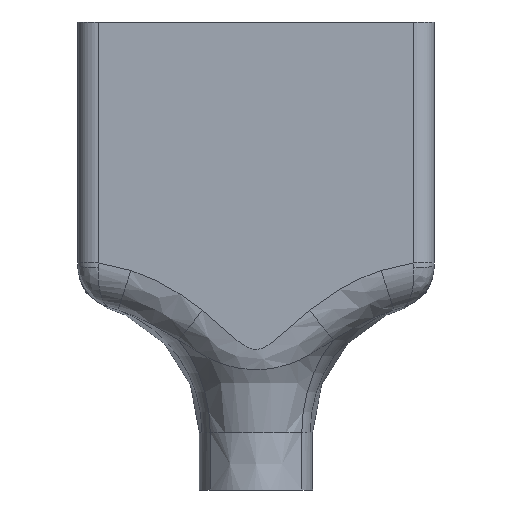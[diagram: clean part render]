
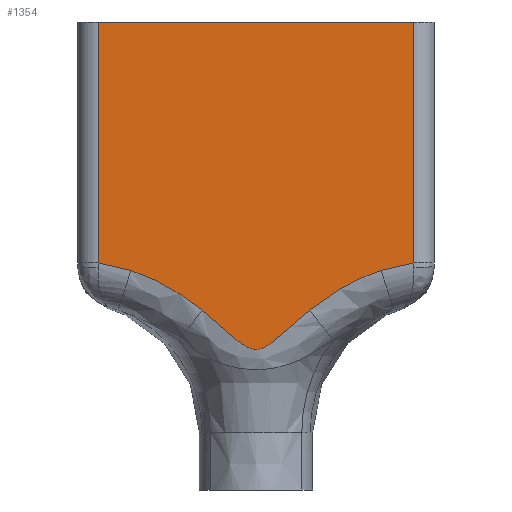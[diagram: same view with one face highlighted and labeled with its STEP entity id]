
A CAD part, front view. The second image highlights one B-rep face of the part: STEP entity #1354.
In plain terms, the highlighted planar face has unit normal (0, -1, 0).
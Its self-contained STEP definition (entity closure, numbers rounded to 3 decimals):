
#1230=CARTESIAN_POINT('',(0.,-3.1,7.2));
#1231=DIRECTION('',(0.,-1.,0.));
#1232=DIRECTION('',(0.,0.,-1.));
#1233=AXIS2_PLACEMENT_3D('',#1230,#1231,#1232);
#1234=PLANE('',#1233);
#1235=CARTESIAN_POINT('',(2.064,-3.1,6.91));
#1236=VERTEX_POINT('',#1235);
#1237=CARTESIAN_POINT('',(4.813,-3.1,8.445));
#1238=VERTEX_POINT('',#1237);
#1239=CARTESIAN_POINT('',(2.064,-3.1,6.91));
#1240=CARTESIAN_POINT('',(2.479,-3.1,7.239));
#1241=CARTESIAN_POINT('',(2.911,-3.1,7.543));
#1242=CARTESIAN_POINT('',(3.37,-3.1,7.804));
#1243=CARTESIAN_POINT('',(3.6,-3.1,7.935));
#1244=CARTESIAN_POINT('',(3.837,-3.1,8.055));
#1245=CARTESIAN_POINT('',(4.078,-3.1,8.162));
#1246=CARTESIAN_POINT('',(4.319,-3.1,8.27));
#1247=CARTESIAN_POINT('',(4.564,-3.1,8.364));
#1248=CARTESIAN_POINT('',(4.813,-3.1,8.445));
#1249=B_SPLINE_CURVE_WITH_KNOTS('',3,(#1239,#1240,#1241,#1242,#1243,#1244,#1245,#1246,#1247,#1248),.UNSPECIFIED.,.F.,.F.,(4,3,3,4),(0.001,0.003,0.004,0.004),.UNSPECIFIED.);
#1250=EDGE_CURVE('',#1236,#1238,#1249,.T.);
#1251=ORIENTED_EDGE('',*,*,#1250,.T.);
#1252=CARTESIAN_POINT('',(6.05,-3.1,8.734));
#1253=VERTEX_POINT('',#1252);
#1254=CARTESIAN_POINT('',(4.813,-3.1,8.445));
#1255=CARTESIAN_POINT('',(5.22,-3.1,8.578));
#1256=CARTESIAN_POINT('',(5.632,-3.1,8.675));
#1257=CARTESIAN_POINT('',(6.05,-3.1,8.734));
#1258=B_SPLINE_CURVE_WITH_KNOTS('',3,(#1254,#1255,#1256,#1257),.UNSPECIFIED.,.F.,.F.,(4,4),(0.,0.001),.UNSPECIFIED.);
#1259=EDGE_CURVE('',#1238,#1253,#1258,.T.);
#1260=ORIENTED_EDGE('',*,*,#1259,.T.);
#1261=CARTESIAN_POINT('',(6.05,-3.1,18.));
#1262=VERTEX_POINT('',#1261);
#1263=CARTESIAN_POINT('',(6.05,-3.1,8.734));
#1264=DIRECTION('',(0.,0.,1.));
#1265=VECTOR('',#1264,9.266);
#1266=LINE('',#1263,#1265);
#1267=EDGE_CURVE('',#1253,#1262,#1266,.T.);
#1268=ORIENTED_EDGE('',*,*,#1267,.T.);
#1269=CARTESIAN_POINT('',(-6.05,-3.1,18.));
#1270=VERTEX_POINT('',#1269);
#1271=CARTESIAN_POINT('',(-6.05,-3.1,18.));
#1272=DIRECTION('',(1.,0.,0.));
#1273=VECTOR('',#1272,12.1);
#1274=LINE('',#1271,#1273);
#1275=EDGE_CURVE('',#1270,#1262,#1274,.T.);
#1276=ORIENTED_EDGE('',*,*,#1275,.F.);
#1277=CARTESIAN_POINT('',(-6.05,-3.1,8.734));
#1278=VERTEX_POINT('',#1277);
#1279=CARTESIAN_POINT('',(-6.05,-3.1,18.));
#1280=DIRECTION('',(-0.,-0.,-1.));
#1281=VECTOR('',#1280,9.266);
#1282=LINE('',#1279,#1281);
#1283=EDGE_CURVE('',#1270,#1278,#1282,.T.);
#1284=ORIENTED_EDGE('',*,*,#1283,.T.);
#1285=CARTESIAN_POINT('',(-4.813,-3.1,8.445));
#1286=VERTEX_POINT('',#1285);
#1287=CARTESIAN_POINT('',(-6.05,-3.1,8.734));
#1288=CARTESIAN_POINT('',(-5.632,-3.1,8.675));
#1289=CARTESIAN_POINT('',(-5.22,-3.1,8.578));
#1290=CARTESIAN_POINT('',(-4.813,-3.1,8.445));
#1291=B_SPLINE_CURVE_WITH_KNOTS('',3,(#1287,#1288,#1289,#1290),.UNSPECIFIED.,.F.,.F.,(4,4),(0.,0.001),.UNSPECIFIED.);
#1292=EDGE_CURVE('',#1278,#1286,#1291,.T.);
#1293=ORIENTED_EDGE('',*,*,#1292,.T.);
#1294=CARTESIAN_POINT('',(-2.064,-3.1,6.91));
#1295=VERTEX_POINT('',#1294);
#1296=CARTESIAN_POINT('',(-4.813,-3.1,8.445));
#1297=CARTESIAN_POINT('',(-4.559,-3.1,8.363));
#1298=CARTESIAN_POINT('',(-4.311,-3.1,8.267));
#1299=CARTESIAN_POINT('',(-4.07,-3.1,8.159));
#1300=CARTESIAN_POINT('',(-3.83,-3.1,8.052));
#1301=CARTESIAN_POINT('',(-3.595,-3.1,7.932));
#1302=CARTESIAN_POINT('',(-3.367,-3.1,7.803));
#1303=CARTESIAN_POINT('',(-2.911,-3.1,7.543));
#1304=CARTESIAN_POINT('',(-2.48,-3.1,7.24));
#1305=CARTESIAN_POINT('',(-2.064,-3.1,6.91));
#1306=B_SPLINE_CURVE_WITH_KNOTS('',3,(#1296,#1297,#1298,#1299,#1300,#1301,#1302,#1303,#1304,#1305),.UNSPECIFIED.,.F.,.F.,(4,3,3,4),(-0.,0.001,0.002,0.003),.UNSPECIFIED.);
#1307=EDGE_CURVE('',#1286,#1295,#1306,.T.);
#1308=ORIENTED_EDGE('',*,*,#1307,.T.);
#1309=CARTESIAN_POINT('',(-2.064,-3.1,6.91));
#1310=CARTESIAN_POINT('',(-1.895,-3.1,6.775));
#1311=CARTESIAN_POINT('',(-1.729,-3.1,6.636));
#1312=CARTESIAN_POINT('',(-1.567,-3.1,6.494));
#1313=CARTESIAN_POINT('',(-1.404,-3.1,6.352));
#1314=CARTESIAN_POINT('',(-1.244,-3.1,6.206));
#1315=CARTESIAN_POINT('',(-1.083,-3.1,6.062));
#1316=CARTESIAN_POINT('',(-1.002,-3.1,5.99));
#1317=CARTESIAN_POINT('',(-0.922,-3.1,5.918));
#1318=CARTESIAN_POINT('',(-0.839,-3.1,5.848));
#1319=CARTESIAN_POINT('',(-0.757,-3.1,5.778));
#1320=CARTESIAN_POINT('',(-0.673,-3.1,5.71));
#1321=CARTESIAN_POINT('',(-0.585,-3.1,5.647));
#1322=CARTESIAN_POINT('',(-0.496,-3.1,5.584));
#1323=CARTESIAN_POINT('',(-0.403,-3.1,5.525));
#1324=CARTESIAN_POINT('',(-0.304,-3.1,5.481));
#1325=CARTESIAN_POINT('',(-0.205,-3.1,5.437));
#1326=CARTESIAN_POINT('',(-0.097,-3.1,5.408));
#1327=CARTESIAN_POINT('',(0.011,-3.1,5.41));
#1328=CARTESIAN_POINT('',(0.065,-3.1,5.411));
#1329=CARTESIAN_POINT('',(0.12,-3.1,5.42));
#1330=CARTESIAN_POINT('',(0.173,-3.1,5.434));
#1331=CARTESIAN_POINT('',(0.225,-3.1,5.448));
#1332=CARTESIAN_POINT('',(0.276,-3.1,5.468));
#1333=CARTESIAN_POINT('',(0.326,-3.1,5.491));
#1334=CARTESIAN_POINT('',(0.425,-3.1,5.538));
#1335=CARTESIAN_POINT('',(0.515,-3.1,5.596));
#1336=CARTESIAN_POINT('',(0.601,-3.1,5.659));
#1337=CARTESIAN_POINT('',(0.687,-3.1,5.721));
#1338=CARTESIAN_POINT('',(0.77,-3.1,5.789));
#1339=CARTESIAN_POINT('',(0.851,-3.1,5.858));
#1340=CARTESIAN_POINT('',(0.933,-3.1,5.928));
#1341=CARTESIAN_POINT('',(1.012,-3.1,5.999));
#1342=CARTESIAN_POINT('',(1.092,-3.1,6.07));
#1343=CARTESIAN_POINT('',(1.251,-3.1,6.213));
#1344=CARTESIAN_POINT('',(1.41,-3.1,6.357));
#1345=CARTESIAN_POINT('',(1.571,-3.1,6.498));
#1346=CARTESIAN_POINT('',(1.732,-3.1,6.639));
#1347=CARTESIAN_POINT('',(1.896,-3.1,6.777));
#1348=CARTESIAN_POINT('',(2.064,-3.1,6.91));
#1349=B_SPLINE_CURVE_WITH_KNOTS('',3,(#1309,#1310,#1311,#1312,#1313,#1314,#1315,#1316,#1317,#1318,#1319,#1320,#1321,#1322,#1323,#1324,#1325,#1326,#1327,#1328,#1329,#1330,#1331,#1332,#1333,#1334,
#1335,#1336,#1337,#1338,#1339,#1340,#1341,#1342,#1343,#1344,#1345,#1346,#1347,#1348),.UNSPECIFIED.,.F.,.F.,(4,3,3,3,3,3,3,3,3,3,3,3,3,4),(-0.,0.001,0.001,0.002,0.002,0.002,0.003,0.003,0.003,0.003,0.004,0.004,0.004,0.005),.UNSPECIFIED.);
#1350=EDGE_CURVE('',#1295,#1236,#1349,.T.);
#1351=ORIENTED_EDGE('',*,*,#1350,.T.);
#1352=EDGE_LOOP('',(#1251,#1260,#1268,#1276,#1284,#1293,#1308,#1351));
#1353=FACE_BOUND('',#1352,.T.);
#1354=ADVANCED_FACE('',(#1353),#1234,.T.);
